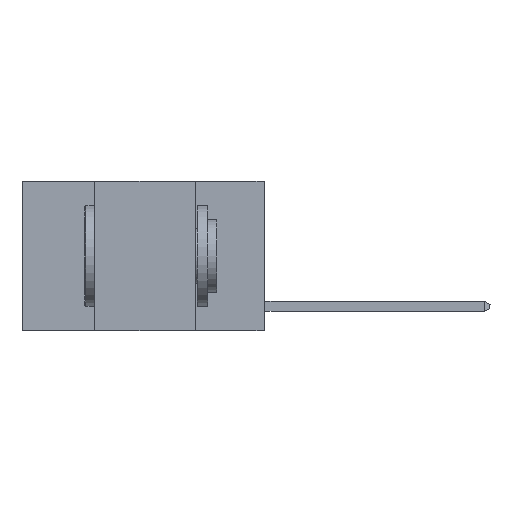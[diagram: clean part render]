
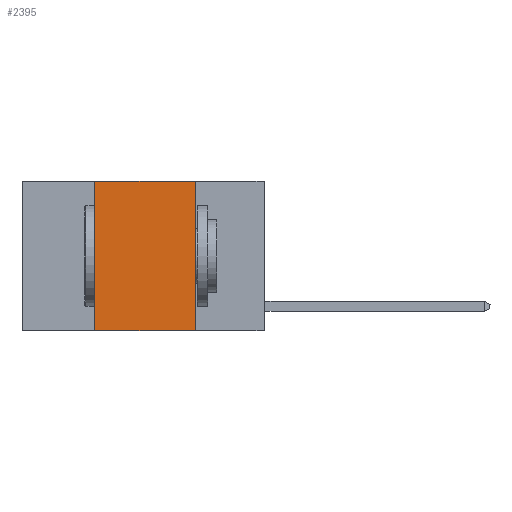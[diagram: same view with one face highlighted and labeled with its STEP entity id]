
A CAD part, left-side view. The second image highlights one B-rep face of the part: STEP entity #2395.
In plain terms, the highlighted planar face has unit normal (-1, 0, 0).
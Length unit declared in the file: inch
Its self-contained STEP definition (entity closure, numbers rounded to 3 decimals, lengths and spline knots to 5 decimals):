
#556 = DIRECTION ( 'NONE',  ( 0., 0., 1. ) ) ;
#2123 = ORIENTED_EDGE ( 'NONE', *, *, #4549, .T. ) ;
#2395 = ADVANCED_FACE ( 'NONE', ( #8354 ), #8452, .F. ) ;
#3176 = LINE ( 'NONE', #12182, #25732 ) ;
#3716 = DIRECTION ( 'NONE',  ( 1., 0., 0. ) ) ;
#4455 = DIRECTION ( 'NONE',  ( 0., -1., 0. ) ) ;
#4549 = EDGE_CURVE ( 'NONE', #25599, #15359, #3176, .T. ) ;
#4741 = DIRECTION ( 'NONE',  ( 0., 0., -1. ) ) ;
#5343 = DIRECTION ( 'NONE',  ( 0., -1., 0. ) ) ;
#6914 = CARTESIAN_POINT ( 'NONE',  ( 0., 0.17, 0. ) ) ;
#7374 = LINE ( 'NONE', #15511, #18338 ) ;
#8283 = EDGE_LOOP ( 'NONE', ( #21477, #27325, #27322, #2123 ) ) ;
#8354 = FACE_OUTER_BOUND ( 'NONE', #8283, .T. ) ;
#8452 = PLANE ( 'NONE',  #10496 ) ;
#10496 = AXIS2_PLACEMENT_3D ( 'NONE', #14591, #3716, #27802 ) ;
#10916 = CARTESIAN_POINT ( 'NONE',  ( 0., 0.17, -0.37 ) ) ;
#11268 = LINE ( 'NONE', #22622, #28056 ) ;
#12182 = CARTESIAN_POINT ( 'NONE',  ( 0., 0.6, -0.37 ) ) ;
#13502 = VERTEX_POINT ( 'NONE', #17511 ) ;
#14591 = CARTESIAN_POINT ( 'NONE',  ( 0., 0.6, 0. ) ) ;
#15359 = VERTEX_POINT ( 'NONE', #10916 ) ;
#15511 = CARTESIAN_POINT ( 'NONE',  ( 0., 0.6, 0. ) ) ;
#16811 = VERTEX_POINT ( 'NONE', #25416 ) ;
#17511 = CARTESIAN_POINT ( 'NONE',  ( 0., 0.42, 0. ) ) ;
#17856 = LINE ( 'NONE', #6914, #26741 ) ;
#18338 = VECTOR ( 'NONE', #4455, 39.37008 ) ;
#19117 = EDGE_CURVE ( 'NONE', #25599, #13502, #11268, .T. ) ;
#20318 = CARTESIAN_POINT ( 'NONE',  ( 0., 0.42, -0.37 ) ) ;
#21477 = ORIENTED_EDGE ( 'NONE', *, *, #24822, .F. ) ;
#22622 = CARTESIAN_POINT ( 'NONE',  ( 0., 0.42, 0. ) ) ;
#22855 = EDGE_CURVE ( 'NONE', #13502, #16811, #7374, .T. ) ;
#24822 = EDGE_CURVE ( 'NONE', #16811, #15359, #17856, .T. ) ;
#25416 = CARTESIAN_POINT ( 'NONE',  ( 0., 0.17, 0. ) ) ;
#25599 = VERTEX_POINT ( 'NONE', #20318 ) ;
#25732 = VECTOR ( 'NONE', #5343, 39.37008 ) ;
#26741 = VECTOR ( 'NONE', #4741, 39.37008 ) ;
#27322 = ORIENTED_EDGE ( 'NONE', *, *, #19117, .F. ) ;
#27325 = ORIENTED_EDGE ( 'NONE', *, *, #22855, .F. ) ;
#27802 = DIRECTION ( 'NONE',  ( 0., 0., -1. ) ) ;
#28056 = VECTOR ( 'NONE', #556, 39.37008 ) ;
